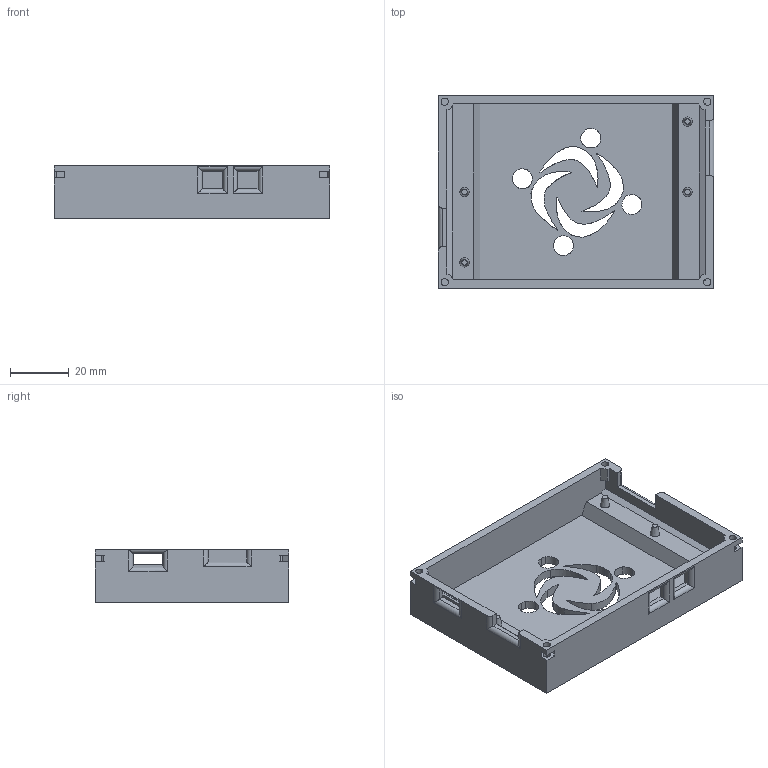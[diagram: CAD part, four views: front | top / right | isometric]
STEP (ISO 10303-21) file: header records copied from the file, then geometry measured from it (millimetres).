
FILE_DESCRIPTION(/* description */ (''),/* implementation_level */ '2;1');
FILE_NAME(/* name */ 'Body_220412.step',/* time_stamp */ '2022-04-12T15:56:25+09:00',/* author */ (''),/* organization */ (''),/* preprocessor_version */ 'ST-DEVELOPER v18.1',/* originating_system */ 'Autodesk Translation Framework v10.14.0.1471',/* authorisation */ '');
FILE_SCHEMA (('AUTOMOTIVE_DESIGN { 1 0 10303 214 3 1 1 }'));
Length unit declared in the file: millimetre
Products named in the file (1): Body
Bounding box: 94 x 66 x 18 mm (x, y, z)
Volume: 35799.7 mm3; surface area: 22275.4 mm2
Topology: 1 solids, 1 shells, 173 faces, 493 edges, 322 vertices
Faces by surface type: plane 89, bspline 54, cylinder 26, cone 4
Full cylindrical faces by diameter (mm): 2.5 x8
Entity records: 5847 total; most frequent: CARTESIAN_POINT 1725, ORIENTED_EDGE 986, DIRECTION 675, EDGE_CURVE 493, LINE 331, VECTOR 331, VERTEX_POINT 322, EDGE_LOOP 211
